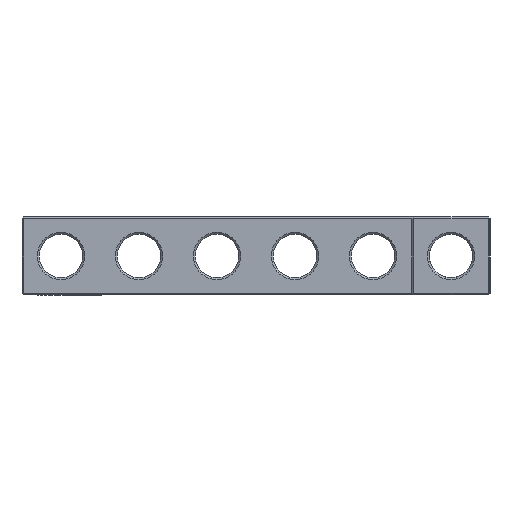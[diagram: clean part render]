
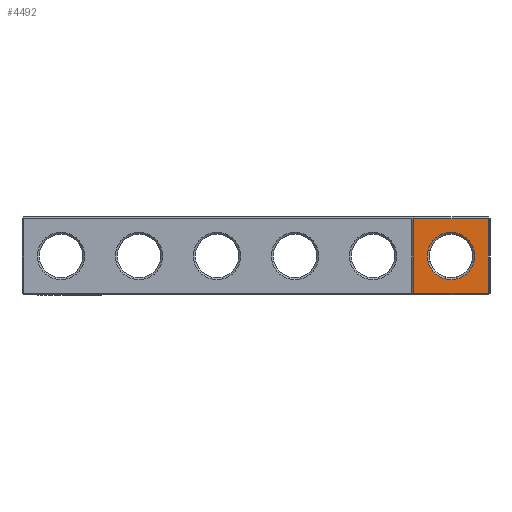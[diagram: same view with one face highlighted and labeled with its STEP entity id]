
A CAD part, left-side view. The second image highlights one B-rep face of the part: STEP entity #4492.
In plain terms, the highlighted planar face has unit normal (-1, 0, 0).
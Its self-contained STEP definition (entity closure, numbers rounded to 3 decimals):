
#361 = PLANE('',#362);
#362 = AXIS2_PLACEMENT_3D('',#363,#364,#365);
#363 = CARTESIAN_POINT('',(-81.1,6.1,0.));
#364 = DIRECTION('',(0.707,-0.707,0.)
  );
#365 = DIRECTION('',(0.,0.,-1.));
#1210 = VERTEX_POINT('',#1211);
#1211 = CARTESIAN_POINT('',(-81.25,5.95,0.3));
#1232 = EDGE_CURVE('',#1210,#1233,#1235,.T.);
#1233 = VERTEX_POINT('',#1234);
#1234 = CARTESIAN_POINT('',(-81.25,5.95,12.2));
#1235 = SURFACE_CURVE('',#1236,(#1240,#1247),.PCURVE_S1.);
#1236 = LINE('',#1237,#1238);
#1237 = CARTESIAN_POINT('',(-81.25,5.95,0.));
#1238 = VECTOR('',#1239,1.);
#1239 = DIRECTION('',(0.,0.,1.));
#1240 = PCURVE('',#361,#1241);
#1241 = DEFINITIONAL_REPRESENTATION('',(#1242),#1246);
#1242 = LINE('',#1243,#1244);
#1243 = CARTESIAN_POINT('',(0.,-0.212));
#1244 = VECTOR('',#1245,1.);
#1245 = DIRECTION('',(-1.,0.));
#1246 = ( GEOMETRIC_REPRESENTATION_CONTEXT(2) 
PARAMETRIC_REPRESENTATION_CONTEXT() REPRESENTATION_CONTEXT('2D SPACE',''
  ) );
#1247 = PCURVE('',#1248,#1253);
#1248 = PLANE('',#1249);
#1249 = AXIS2_PLACEMENT_3D('',#1250,#1251,#1252);
#1250 = CARTESIAN_POINT('',(-81.25,6.25,0.));
#1251 = DIRECTION('',(1.,0.,0.));
#1252 = DIRECTION('',(0.,-1.,0.));
#1253 = DEFINITIONAL_REPRESENTATION('',(#1254),#1258);
#1254 = LINE('',#1255,#1256);
#1255 = CARTESIAN_POINT('',(0.3,0.));
#1256 = VECTOR('',#1257,1.);
#1257 = DIRECTION('',(0.,-1.));
#1258 = ( GEOMETRIC_REPRESENTATION_CONTEXT(2) 
PARAMETRIC_REPRESENTATION_CONTEXT() REPRESENTATION_CONTEXT('2D SPACE',''
  ) );
#1659 = PLANE('',#1660);
#1660 = AXIS2_PLACEMENT_3D('',#1661,#1662,#1663);
#1661 = CARTESIAN_POINT('',(-81.1,6.25,0.15));
#1662 = DIRECTION('',(0.707,0.,0.707)
  );
#1663 = DIRECTION('',(0.,-1.,0.));
#2442 = PLANE('',#2443);
#2443 = AXIS2_PLACEMENT_3D('',#2444,#2445,#2446);
#2444 = CARTESIAN_POINT('',(-81.1,6.25,12.35));
#2445 = DIRECTION('',(-0.707,0.,0.707
    ));
#2446 = DIRECTION('',(0.,-1.,0.));
#4492 = ADVANCED_FACE('',(#4493,#4568),#1248,.F.);
#4493 = FACE_BOUND('',#4494,.F.);
#4494 = EDGE_LOOP('',(#4495,#4525,#4546,#4547));
#4495 = ORIENTED_EDGE('',*,*,#4496,.F.);
#4496 = EDGE_CURVE('',#4497,#4499,#4501,.T.);
#4497 = VERTEX_POINT('',#4498);
#4498 = CARTESIAN_POINT('',(-81.25,-5.95,0.3));
#4499 = VERTEX_POINT('',#4500);
#4500 = CARTESIAN_POINT('',(-81.25,-5.95,12.2));
#4501 = SURFACE_CURVE('',#4502,(#4506,#4513),.PCURVE_S1.);
#4502 = LINE('',#4503,#4504);
#4503 = CARTESIAN_POINT('',(-81.25,-5.95,0.));
#4504 = VECTOR('',#4505,1.);
#4505 = DIRECTION('',(0.,0.,1.));
#4506 = PCURVE('',#1248,#4507);
#4507 = DEFINITIONAL_REPRESENTATION('',(#4508),#4512);
#4508 = LINE('',#4509,#4510);
#4509 = CARTESIAN_POINT('',(12.2,0.));
#4510 = VECTOR('',#4511,1.);
#4511 = DIRECTION('',(0.,-1.));
#4512 = ( GEOMETRIC_REPRESENTATION_CONTEXT(2) 
PARAMETRIC_REPRESENTATION_CONTEXT() REPRESENTATION_CONTEXT('2D SPACE',''
  ) );
#4513 = PCURVE('',#4514,#4519);
#4514 = PLANE('',#4515);
#4515 = AXIS2_PLACEMENT_3D('',#4516,#4517,#4518);
#4516 = CARTESIAN_POINT('',(-81.1,-6.1,0.));
#4517 = DIRECTION('',(-0.707,-0.707,0.
    ));
#4518 = DIRECTION('',(0.,0.,1.));
#4519 = DEFINITIONAL_REPRESENTATION('',(#4520),#4524);
#4520 = LINE('',#4521,#4522);
#4521 = CARTESIAN_POINT('',(0.,0.212));
#4522 = VECTOR('',#4523,1.);
#4523 = DIRECTION('',(1.,0.));
#4524 = ( GEOMETRIC_REPRESENTATION_CONTEXT(2) 
PARAMETRIC_REPRESENTATION_CONTEXT() REPRESENTATION_CONTEXT('2D SPACE',''
  ) );
#4525 = ORIENTED_EDGE('',*,*,#4526,.F.);
#4526 = EDGE_CURVE('',#1210,#4497,#4527,.T.);
#4527 = SURFACE_CURVE('',#4528,(#4532,#4539),.PCURVE_S1.);
#4528 = LINE('',#4529,#4530);
#4529 = CARTESIAN_POINT('',(-81.25,6.25,0.3));
#4530 = VECTOR('',#4531,1.);
#4531 = DIRECTION('',(0.,-1.,0.));
#4532 = PCURVE('',#1248,#4533);
#4533 = DEFINITIONAL_REPRESENTATION('',(#4534),#4538);
#4534 = LINE('',#4535,#4536);
#4535 = CARTESIAN_POINT('',(0.,-0.3));
#4536 = VECTOR('',#4537,1.);
#4537 = DIRECTION('',(1.,0.));
#4538 = ( GEOMETRIC_REPRESENTATION_CONTEXT(2) 
PARAMETRIC_REPRESENTATION_CONTEXT() REPRESENTATION_CONTEXT('2D SPACE',''
  ) );
#4539 = PCURVE('',#1659,#4540);
#4540 = DEFINITIONAL_REPRESENTATION('',(#4541),#4545);
#4541 = LINE('',#4542,#4543);
#4542 = CARTESIAN_POINT('',(0.,-0.212));
#4543 = VECTOR('',#4544,1.);
#4544 = DIRECTION('',(1.,0.));
#4545 = ( GEOMETRIC_REPRESENTATION_CONTEXT(2) 
PARAMETRIC_REPRESENTATION_CONTEXT() REPRESENTATION_CONTEXT('2D SPACE',''
  ) );
#4546 = ORIENTED_EDGE('',*,*,#1232,.T.);
#4547 = ORIENTED_EDGE('',*,*,#4548,.T.);
#4548 = EDGE_CURVE('',#1233,#4499,#4549,.T.);
#4549 = SURFACE_CURVE('',#4550,(#4554,#4561),.PCURVE_S1.);
#4550 = LINE('',#4551,#4552);
#4551 = CARTESIAN_POINT('',(-81.25,6.25,12.2));
#4552 = VECTOR('',#4553,1.);
#4553 = DIRECTION('',(0.,-1.,0.));
#4554 = PCURVE('',#1248,#4555);
#4555 = DEFINITIONAL_REPRESENTATION('',(#4556),#4560);
#4556 = LINE('',#4557,#4558);
#4557 = CARTESIAN_POINT('',(0.,-12.2));
#4558 = VECTOR('',#4559,1.);
#4559 = DIRECTION('',(1.,0.));
#4560 = ( GEOMETRIC_REPRESENTATION_CONTEXT(2) 
PARAMETRIC_REPRESENTATION_CONTEXT() REPRESENTATION_CONTEXT('2D SPACE',''
  ) );
#4561 = PCURVE('',#2442,#4562);
#4562 = DEFINITIONAL_REPRESENTATION('',(#4563),#4567);
#4563 = LINE('',#4564,#4565);
#4564 = CARTESIAN_POINT('',(0.,-0.212));
#4565 = VECTOR('',#4566,1.);
#4566 = DIRECTION('',(1.,0.));
#4567 = ( GEOMETRIC_REPRESENTATION_CONTEXT(2) 
PARAMETRIC_REPRESENTATION_CONTEXT() REPRESENTATION_CONTEXT('2D SPACE',''
  ) );
#4568 = FACE_BOUND('',#4569,.F.);
#4569 = EDGE_LOOP('',(#4570));
#4570 = ORIENTED_EDGE('',*,*,#4571,.T.);
#4571 = EDGE_CURVE('',#4572,#4572,#4574,.T.);
#4572 = VERTEX_POINT('',#4573);
#4573 = CARTESIAN_POINT('',(-81.25,0.,10.04));
#4574 = SURFACE_CURVE('',#4575,(#4580,#4591),.PCURVE_S1.);
#4575 = CIRCLE('',#4576,3.79);
#4576 = AXIS2_PLACEMENT_3D('',#4577,#4578,#4579);
#4577 = CARTESIAN_POINT('',(-81.25,0.,6.25));
#4578 = DIRECTION('',(-1.,0.,0.));
#4579 = DIRECTION('',(0.,0.,1.));
#4580 = PCURVE('',#1248,#4581);
#4581 = DEFINITIONAL_REPRESENTATION('',(#4582),#4590);
#4582 = ( BOUNDED_CURVE() B_SPLINE_CURVE(2,(#4583,#4584,#4585,#4586,
#4587,#4588,#4589),.UNSPECIFIED.,.T.,.F.) B_SPLINE_CURVE_WITH_KNOTS((1,2
    ,2,2,2,1),(-2.094,0.,2.094,4.189,
6.283,8.378),.UNSPECIFIED.) CURVE() 
GEOMETRIC_REPRESENTATION_ITEM() RATIONAL_B_SPLINE_CURVE((1.,0.5,1.,0.5,
1.,0.5,1.)) REPRESENTATION_ITEM('') );
#4583 = CARTESIAN_POINT('',(6.25,-10.04));
#4584 = CARTESIAN_POINT('',(-0.314,-10.04));
#4585 = CARTESIAN_POINT('',(2.968,-4.355));
#4586 = CARTESIAN_POINT('',(6.25,1.33));
#4587 = CARTESIAN_POINT('',(9.532,-4.355));
#4588 = CARTESIAN_POINT('',(12.814,-10.04));
#4589 = CARTESIAN_POINT('',(6.25,-10.04));
#4590 = ( GEOMETRIC_REPRESENTATION_CONTEXT(2) 
PARAMETRIC_REPRESENTATION_CONTEXT() REPRESENTATION_CONTEXT('2D SPACE',''
  ) );
#4591 = PCURVE('',#4592,#4597);
#4592 = CONICAL_SURFACE('',#4593,3.49,0.785);
#4593 = AXIS2_PLACEMENT_3D('',#4594,#4595,#4596);
#4594 = CARTESIAN_POINT('',(-80.95,0.,6.25));
#4595 = DIRECTION('',(-1.,-0.,0.));
#4596 = DIRECTION('',(0.,0.,1.));
#4597 = DEFINITIONAL_REPRESENTATION('',(#4598),#4602);
#4598 = LINE('',#4599,#4600);
#4599 = CARTESIAN_POINT('',(0.,0.3));
#4600 = VECTOR('',#4601,1.);
#4601 = DIRECTION('',(1.,0.));
#4602 = ( GEOMETRIC_REPRESENTATION_CONTEXT(2) 
PARAMETRIC_REPRESENTATION_CONTEXT() REPRESENTATION_CONTEXT('2D SPACE',''
  ) );
